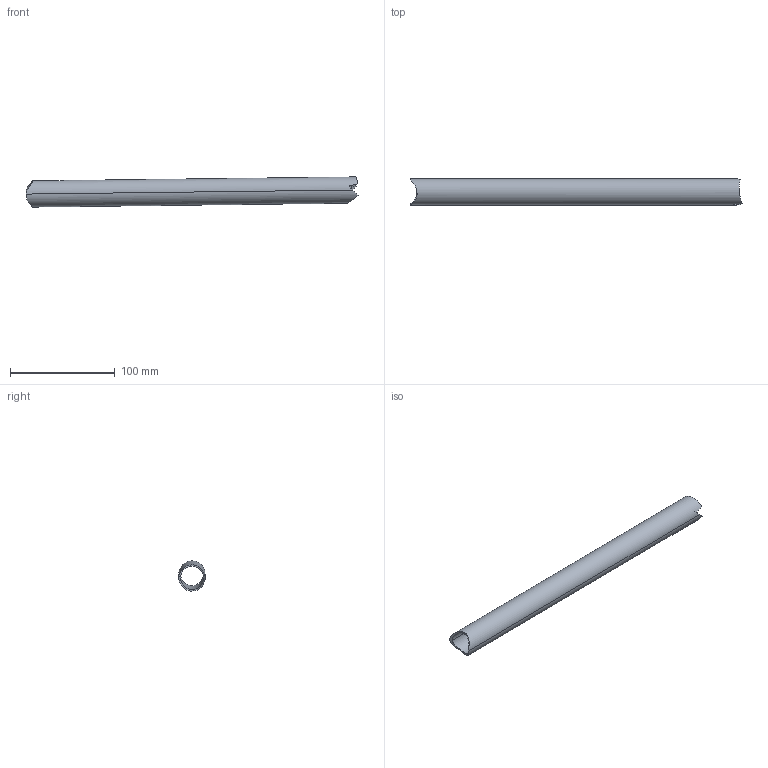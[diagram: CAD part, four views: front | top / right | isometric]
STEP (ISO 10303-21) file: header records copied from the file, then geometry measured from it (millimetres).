
FILE_DESCRIPTION(('STEP AP214'),'1');
FILE_NAME('16.stp','2018-02-08T14:54:32',(' '),(' '),'Spatial InterOp 3D',' ',' ');
FILE_SCHEMA(('automotive_design'));
Length unit declared in the file: metre
Products named in the file (1): Corps1
Bounding box: 316.72 x 25 x 28.78 mm (x, y, z)
Volume: 33846.3 mm3; surface area: 45597.7 mm2
Topology: 1 solids, 1 shells, 10 faces, 35 edges, 25 vertices
Faces by surface type: cylinder 10
Entity records: 906 total; most frequent: CARTESIAN_POINT 527, ORIENTED_EDGE 70, DIRECTION 40, EDGE_CURVE 35, VERTEX_POINT 25, B_SPLINE_CURVE_WITH_KNOTS 21, AXIS2_PLACEMENT_3D 15, STYLED_ITEM 11
